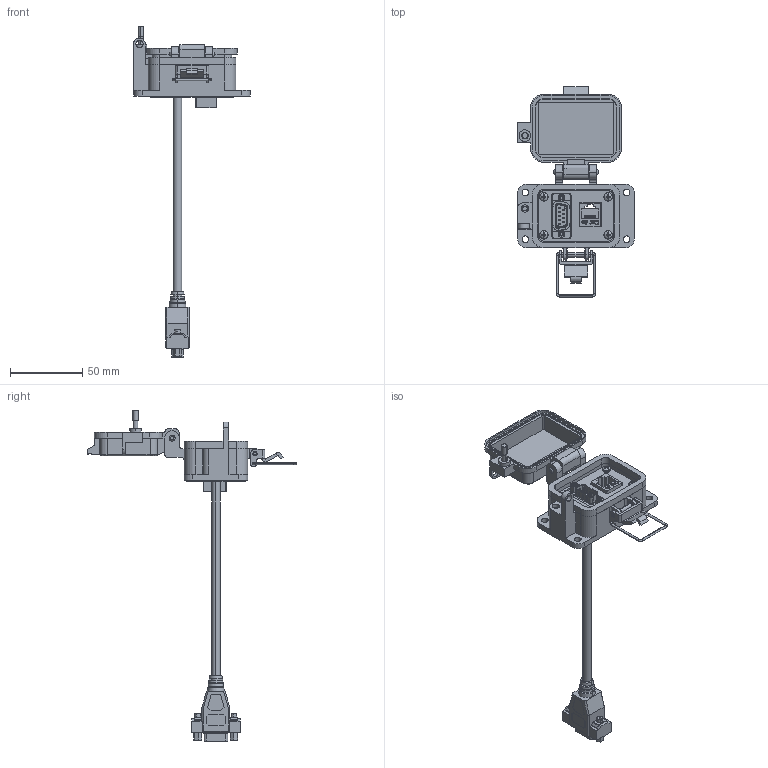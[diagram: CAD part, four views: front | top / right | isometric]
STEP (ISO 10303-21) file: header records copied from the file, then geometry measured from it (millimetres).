
FILE_DESCRIPTION (( 'STEP AP203' ), '1' );
FILE_NAME ('P-P1R2-B3RX_3D.STEP', '2020-03-24T19:32:44', ( '' ), ( '' ), 'SwSTEP 2.0', 'SolidWorks 2019', '' );
FILE_SCHEMA (( 'CONFIG_CONTROL_DESIGN' ));
Length unit declared in the file: millimetre
Products named in the file (13): Z-000-440316 NUT_95130A110; P1; Z-000-4243316TFP; P-P1R2-B3RX_TP060_1; P-P1R2-B3RX_FP060_1; -B3; Z-H-B3_B; 92005A124_METRIC PAN HEAD PHILLIPS MACHINE SCREW_92005A124; P-P1R2-B3RX_3D; P-P1R2-B3RX_BP180_1; Z-300-RJ45CAT5; R2; Z-000-440316 JACK SCREW_92710A212
Assembly tree (18 placements, depth 3):
  P-P1R2-B3RX_3D
    P-P1R2-B3RX_BP180_1
    P-P1R2-B3RX_TP060_1
    Z-000-4243316TFP  x2
    P-P1R2-B3RX_FP060_1
    R2
      Z-300-RJ45CAT5
    P1
    Z-000-440316 JACK SCREW_92710A212  x2
    Z-000-440316 NUT_95130A110  x2
    -B3
      Z-H-B3_B
    92005A124_METRIC PAN HEAD PHILLIPS MACHINE SCREW_92005A124  x4
Bounding box: 80.57 x 144.93 x 228.07 mm (x, y, z)
Volume: 78303.7 mm3; surface area: 62851.6 mm2
Topology: 34 solids, 34 shells, 2639 faces, 7198 edges, 4708 vertices
Faces by surface type: cylinder 1216, plane 927, bspline 306, cone 154, torus 28, sphere 8
Entity records: 77182 total; most frequent: CARTESIAN_POINT 31401, ORIENTED_EDGE 10004, DIRECTION 8127, EDGE_CURVE 5002, VERTEX_POINT 3280, LINE 2805, VECTOR 2805, AXIS2_PLACEMENT_3D 2661
